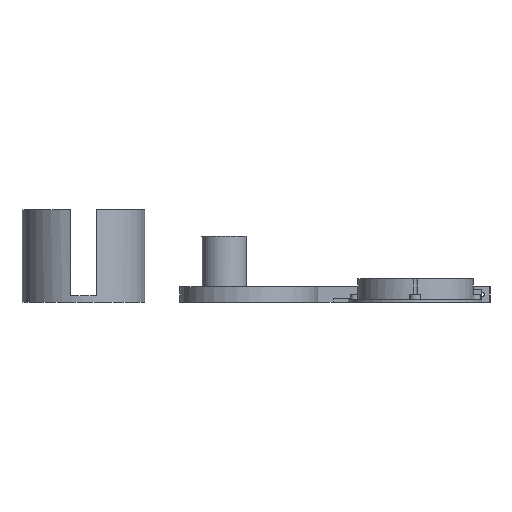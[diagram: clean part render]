
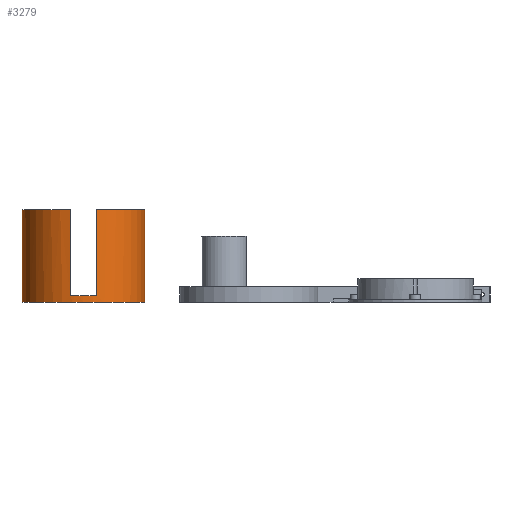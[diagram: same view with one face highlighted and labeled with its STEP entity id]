
A CAD part, left-side view. The second image highlights one B-rep face of the part: STEP entity #3279.
In plain terms, the highlighted cylindrical face has radius 46.25 mm (diameter 92.5 mm), a full revolution.
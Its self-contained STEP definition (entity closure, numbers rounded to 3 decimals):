
#165=LINE('',#5393,#403);
#175=LINE('',#5420,#413);
#179=LINE('',#5434,#417);
#189=LINE('',#5461,#427);
#191=LINE('',#5489,#429);
#403=VECTOR('',#4442,10.);
#413=VECTOR('',#4454,10.);
#417=VECTOR('',#4466,10.);
#427=VECTOR('',#4478,10.);
#429=VECTOR('',#4528,46.25);
#587=CYLINDRICAL_SURFACE('',#3659,46.25);
#830=FACE_OUTER_BOUND('',#1091,.T.);
#1091=EDGE_LOOP('',(#2816,#2817,#2818,#2819,#2820,#2821,#2822,#2823,#2824,
#2825,#2826,#2827));
#1321=CIRCLE('',#3627,46.25);
#1322=CIRCLE('',#3628,46.25);
#1325=CIRCLE('',#3634,46.25);
#1333=CIRCLE('',#3650,46.25);
#1338=CIRCLE('',#3660,46.25);
#1339=CIRCLE('',#3661,46.25);
#1570=VERTEX_POINT('',#5380);
#1571=VERTEX_POINT('',#5382);
#1572=VERTEX_POINT('',#5384);
#1575=VERTEX_POINT('',#5392);
#1585=VERTEX_POINT('',#5418);
#1588=VERTEX_POINT('',#5425);
#1589=VERTEX_POINT('',#5427);
#1591=VERTEX_POINT('',#5433);
#1601=VERTEX_POINT('',#5459);
#1603=VERTEX_POINT('',#5488);
#1975=EDGE_CURVE('',#1571,#1570,#1321,.T.);
#1976=EDGE_CURVE('',#1572,#1571,#1322,.T.);
#1980=EDGE_CURVE('',#1575,#1572,#165,.T.);
#1992=EDGE_CURVE('',#1570,#1585,#175,.T.);
#1995=EDGE_CURVE('',#1589,#1588,#1325,.T.);
#1998=EDGE_CURVE('',#1591,#1589,#179,.T.);
#2010=EDGE_CURVE('',#1588,#1601,#189,.T.);
#2019=EDGE_CURVE('',#1575,#1601,#1333,.T.);
#2024=EDGE_CURVE('',#1591,#1585,#1338,.T.);
#2025=EDGE_CURVE('',#1571,#1603,#191,.T.);
#2026=EDGE_CURVE('',#1603,#1603,#1339,.T.);
#2816=ORIENTED_EDGE('',*,*,#1992,.T.);
#2817=ORIENTED_EDGE('',*,*,#2024,.F.);
#2818=ORIENTED_EDGE('',*,*,#1998,.T.);
#2819=ORIENTED_EDGE('',*,*,#1995,.T.);
#2820=ORIENTED_EDGE('',*,*,#2010,.T.);
#2821=ORIENTED_EDGE('',*,*,#2019,.F.);
#2822=ORIENTED_EDGE('',*,*,#1980,.T.);
#2823=ORIENTED_EDGE('',*,*,#1976,.T.);
#2824=ORIENTED_EDGE('',*,*,#2025,.T.);
#2825=ORIENTED_EDGE('',*,*,#2026,.T.);
#2826=ORIENTED_EDGE('',*,*,#2025,.F.);
#2827=ORIENTED_EDGE('',*,*,#1975,.T.);
#3279=ADVANCED_FACE('',(#830),#587,.T.);
#3627=AXIS2_PLACEMENT_3D('',#5383,#4432,#4433);
#3628=AXIS2_PLACEMENT_3D('',#5385,#4434,#4435);
#3634=AXIS2_PLACEMENT_3D('',#5428,#4460,#4461);
#3650=AXIS2_PLACEMENT_3D('',#5477,#4506,#4507);
#3659=AXIS2_PLACEMENT_3D('',#5486,#4524,#4525);
#3660=AXIS2_PLACEMENT_3D('',#5487,#4526,#4527);
#3661=AXIS2_PLACEMENT_3D('',#5490,#4529,#4530);
#4432=DIRECTION('center_axis',(0.,0.,-1.));
#4433=DIRECTION('ref_axis',(1.,0.,0.));
#4434=DIRECTION('center_axis',(0.,0.,-1.));
#4435=DIRECTION('ref_axis',(1.,0.,0.));
#4442=DIRECTION('',(0.,0.,-1.));
#4454=DIRECTION('',(0.,0.,1.));
#4460=DIRECTION('center_axis',(0.,0.,-1.));
#4461=DIRECTION('ref_axis',(1.,0.,0.));
#4466=DIRECTION('',(0.,0.,-1.));
#4478=DIRECTION('',(0.,0.,1.));
#4506=DIRECTION('center_axis',(0.,0.,1.));
#4507=DIRECTION('ref_axis',(1.,0.,0.));
#4524=DIRECTION('center_axis',(0.,0.,1.));
#4525=DIRECTION('ref_axis',(1.,0.,0.));
#4526=DIRECTION('center_axis',(0.,0.,1.));
#4527=DIRECTION('ref_axis',(1.,0.,0.));
#4528=DIRECTION('',(0.,0.,-1.));
#4529=DIRECTION('center_axis',(0.,0.,1.));
#4530=DIRECTION('ref_axis',(1.,0.,0.));
#5380=CARTESIAN_POINT('',(4.844,310.,5.));
#5382=CARTESIAN_POINT('',(3.75,300.,5.));
#5383=CARTESIAN_POINT('Origin',(50.,300.,5.));
#5384=CARTESIAN_POINT('',(4.844,290.,5.));
#5385=CARTESIAN_POINT('Origin',(50.,300.,5.));
#5392=CARTESIAN_POINT('',(4.844,290.,70.));
#5393=CARTESIAN_POINT('',(4.844,290.,0.));
#5418=CARTESIAN_POINT('',(4.844,310.,70.));
#5420=CARTESIAN_POINT('',(4.844,310.,0.));
#5425=CARTESIAN_POINT('',(95.156,290.,5.));
#5427=CARTESIAN_POINT('',(95.156,310.,5.));
#5428=CARTESIAN_POINT('Origin',(50.,300.,5.));
#5433=CARTESIAN_POINT('',(95.156,310.,70.));
#5434=CARTESIAN_POINT('',(95.156,310.,0.));
#5459=CARTESIAN_POINT('',(95.156,290.,70.));
#5461=CARTESIAN_POINT('',(95.156,290.,0.));
#5477=CARTESIAN_POINT('Origin',(50.,300.,70.));
#5486=CARTESIAN_POINT('Origin',(50.,300.,0.));
#5487=CARTESIAN_POINT('Origin',(50.,300.,70.));
#5488=CARTESIAN_POINT('',(3.75,300.,0.));
#5489=CARTESIAN_POINT('',(3.75,300.,0.));
#5490=CARTESIAN_POINT('Origin',(50.,300.,0.));
